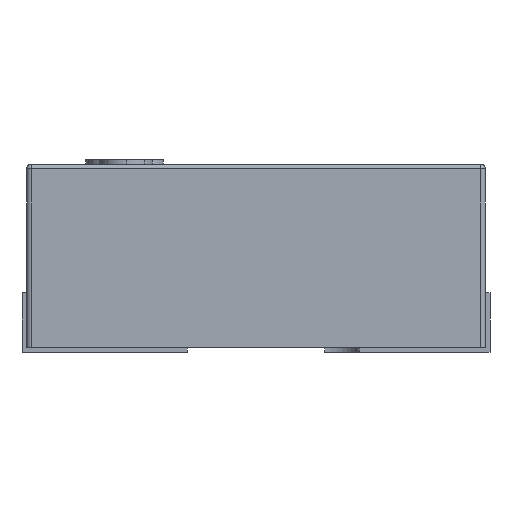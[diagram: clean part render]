
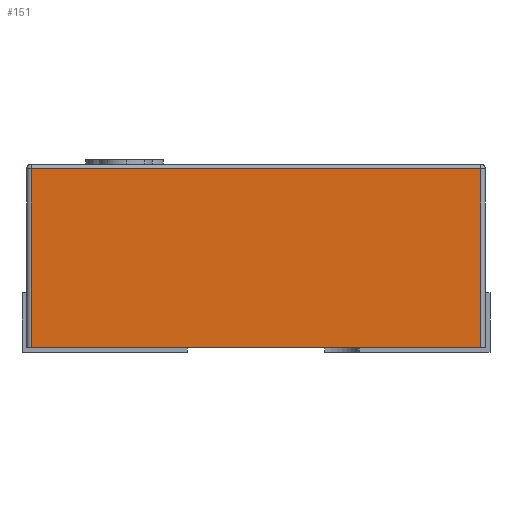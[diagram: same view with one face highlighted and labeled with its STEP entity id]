
A CAD part, left-side view. The second image highlights one B-rep face of the part: STEP entity #151.
In plain terms, the highlighted planar face has unit normal (-1, 0, 0).
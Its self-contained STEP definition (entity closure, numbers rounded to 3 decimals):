
#151 = ADVANCED_FACE ( 'NONE', ( #11001 ), #3346, .F. ) ;
#197 = CARTESIAN_POINT ( 'NONE',  ( -1., 0.49, 0. ) ) ;
#889 = CARTESIAN_POINT ( 'NONE',  ( -1., -0.49, 0.4 ) ) ;
#961 = EDGE_CURVE ( 'NONE', #8401, #4838, #9944, .T. ) ;
#1198 = DIRECTION ( 'NONE',  ( 1., 0., 0. ) ) ;
#1644 = ORIENTED_EDGE ( 'NONE', *, *, #11004, .T. ) ;
#1704 = ORIENTED_EDGE ( 'NONE', *, *, #961, .T. ) ;
#2045 = DIRECTION ( 'NONE',  ( 0., 0., 1. ) ) ;
#2063 = CARTESIAN_POINT ( 'NONE',  ( -1., 0.5, 0.39 ) ) ;
#2143 = AXIS2_PLACEMENT_3D ( 'NONE', #13307, #1198, #4433 ) ;
#2571 = CARTESIAN_POINT ( 'NONE',  ( -1., -0.49, 0. ) ) ;
#2670 = ORIENTED_EDGE ( 'NONE', *, *, #3472, .T. ) ;
#2829 = VECTOR ( 'NONE', #13630, 1000. ) ;
#3076 = EDGE_CURVE ( 'NONE', #5367, #8401, #6197, .T. ) ;
#3346 = PLANE ( 'NONE',  #2143 ) ;
#3472 = EDGE_CURVE ( 'NONE', #9244, #5367, #10659, .T. ) ;
#3529 = ORIENTED_EDGE ( 'NONE', *, *, #3076, .T. ) ;
#3683 = CARTESIAN_POINT ( 'NONE',  ( -1., 0.49, 0.4 ) ) ;
#3795 = EDGE_LOOP ( 'NONE', ( #1704, #1644, #2670, #3529 ) ) ;
#4400 = CARTESIAN_POINT ( 'NONE',  ( -1., -0.49, 0.39 ) ) ;
#4433 = DIRECTION ( 'NONE',  ( 0., 1., 0. ) ) ;
#4838 = VERTEX_POINT ( 'NONE', #2571 ) ;
#5367 = VERTEX_POINT ( 'NONE', #7537 ) ;
#6197 = LINE ( 'NONE', #3683, #2829 ) ;
#6315 = DIRECTION ( 'NONE',  ( 0., 1., 0. ) ) ;
#7537 = CARTESIAN_POINT ( 'NONE',  ( -1., 0.49, 0.39 ) ) ;
#7794 = VECTOR ( 'NONE', #2045, 1000. ) ;
#8222 = VECTOR ( 'NONE', #6315, 1000. ) ;
#8401 = VERTEX_POINT ( 'NONE', #197 ) ;
#8505 = DIRECTION ( 'NONE',  ( 0., -1., 0. ) ) ;
#8640 = CARTESIAN_POINT ( 'NONE',  ( -1., 0.5, 0. ) ) ;
#9244 = VERTEX_POINT ( 'NONE', #4400 ) ;
#9944 = LINE ( 'NONE', #8640, #11030 ) ;
#10659 = LINE ( 'NONE', #2063, #8222 ) ;
#11001 = FACE_OUTER_BOUND ( 'NONE', #3795, .T. ) ;
#11004 = EDGE_CURVE ( 'NONE', #4838, #9244, #13224, .T. ) ;
#11030 = VECTOR ( 'NONE', #8505, 1000. ) ;
#13224 = LINE ( 'NONE', #889, #7794 ) ;
#13307 = CARTESIAN_POINT ( 'NONE',  ( -1., 0.5, 0.4 ) ) ;
#13630 = DIRECTION ( 'NONE',  ( 0., 0., -1. ) ) ;
